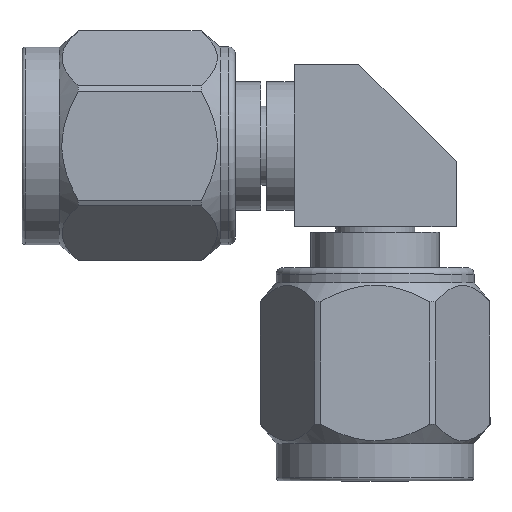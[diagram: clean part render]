
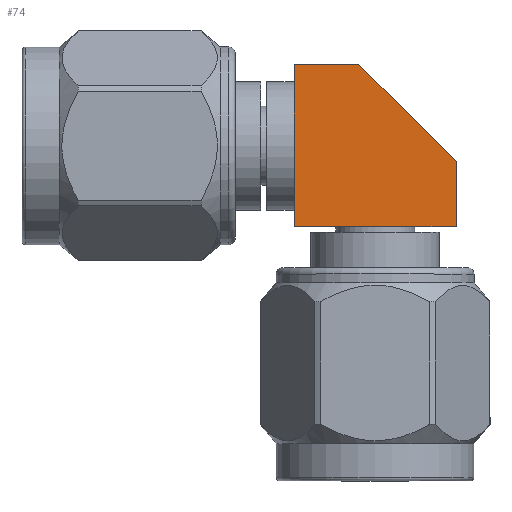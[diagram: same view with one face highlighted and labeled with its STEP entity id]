
A CAD part, top view. The second image highlights one B-rep face of the part: STEP entity #74.
In plain terms, the highlighted planar face has unit normal (0, 0, 1).
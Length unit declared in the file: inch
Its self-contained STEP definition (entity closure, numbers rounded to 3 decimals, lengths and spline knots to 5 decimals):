
#33 = VERTEX_POINT ( 'NONE', #2920 ) ;
#74 = ADVANCED_FACE ( 'NONE', ( #4555 ), #5802, .F. ) ;
#112 = VECTOR ( 'NONE', #3083, 39.37008 ) ;
#388 = CARTESIAN_POINT ( 'NONE',  ( -0.125, -0.125, 0.125 ) ) ;
#416 = DIRECTION ( 'NONE',  ( 0., 0., -1. ) ) ;
#780 = DIRECTION ( 'NONE',  ( -0.707, 0.707, 0. ) ) ;
#939 = DIRECTION ( 'NONE',  ( -1., 0., 0. ) ) ;
#1024 = CARTESIAN_POINT ( 'NONE',  ( 0.125, -0.125, 0.125 ) ) ;
#1226 = EDGE_CURVE ( 'NONE', #4863, #2747, #5929, .T. ) ;
#1494 = DIRECTION ( 'NONE',  ( 0., 1., 0. ) ) ;
#1506 = LINE ( 'NONE', #1024, #4835 ) ;
#1607 = CARTESIAN_POINT ( 'NONE',  ( -0.125, -0.125, 0.125 ) ) ;
#1815 = ORIENTED_EDGE ( 'NONE', *, *, #2525, .T. ) ;
#1995 = EDGE_CURVE ( 'NONE', #33, #4863, #5380, .T. ) ;
#2101 = VECTOR ( 'NONE', #6271, 39.37008 ) ;
#2250 = VERTEX_POINT ( 'NONE', #3566 ) ;
#2300 = ORIENTED_EDGE ( 'NONE', *, *, #1995, .T. ) ;
#2367 = AXIS2_PLACEMENT_3D ( 'NONE', #4819, #416, #939 ) ;
#2515 = ORIENTED_EDGE ( 'NONE', *, *, #3857, .T. ) ;
#2525 = EDGE_CURVE ( 'NONE', #2250, #3055, #1506, .T. ) ;
#2747 = VERTEX_POINT ( 'NONE', #5521 ) ;
#2763 = CARTESIAN_POINT ( 'NONE',  ( -0.125, 0.125, 0.125 ) ) ;
#2920 = CARTESIAN_POINT ( 'NONE',  ( -0.025, 0.125, 0.125 ) ) ;
#3055 = VERTEX_POINT ( 'NONE', #3844 ) ;
#3083 = DIRECTION ( 'NONE',  ( 0., -1., 0. ) ) ;
#3169 = VECTOR ( 'NONE', #5723, 39.37008 ) ;
#3566 = CARTESIAN_POINT ( 'NONE',  ( 0.125, -0.125, 0.125 ) ) ;
#3600 = ORIENTED_EDGE ( 'NONE', *, *, #5067, .T. ) ;
#3844 = CARTESIAN_POINT ( 'NONE',  ( 0.125, -0.025, 0.125 ) ) ;
#3857 = EDGE_CURVE ( 'NONE', #3055, #33, #5055, .T. ) ;
#4196 = CARTESIAN_POINT ( 'NONE',  ( -0.025, 0.125, 0.125 ) ) ;
#4435 = LINE ( 'NONE', #388, #2101 ) ;
#4514 = ORIENTED_EDGE ( 'NONE', *, *, #1226, .T. ) ;
#4555 = FACE_OUTER_BOUND ( 'NONE', #4671, .T. ) ;
#4671 = EDGE_LOOP ( 'NONE', ( #1815, #2515, #2300, #4514, #3600 ) ) ;
#4688 = CARTESIAN_POINT ( 'NONE',  ( -0.125, 0.125, 0.125 ) ) ;
#4819 = CARTESIAN_POINT ( 'NONE',  ( 0., 0., 0.125 ) ) ;
#4835 = VECTOR ( 'NONE', #1494, 39.37008 ) ;
#4863 = VERTEX_POINT ( 'NONE', #4688 ) ;
#5055 = LINE ( 'NONE', #4196, #5290 ) ;
#5067 = EDGE_CURVE ( 'NONE', #2747, #2250, #4435, .T. ) ;
#5290 = VECTOR ( 'NONE', #780, 39.37008 ) ;
#5380 = LINE ( 'NONE', #2763, #3169 ) ;
#5521 = CARTESIAN_POINT ( 'NONE',  ( -0.125, -0.125, 0.125 ) ) ;
#5723 = DIRECTION ( 'NONE',  ( -1., 0., 0. ) ) ;
#5802 = PLANE ( 'NONE',  #2367 ) ;
#5929 = LINE ( 'NONE', #1607, #112 ) ;
#6271 = DIRECTION ( 'NONE',  ( 1., 0., 0. ) ) ;
